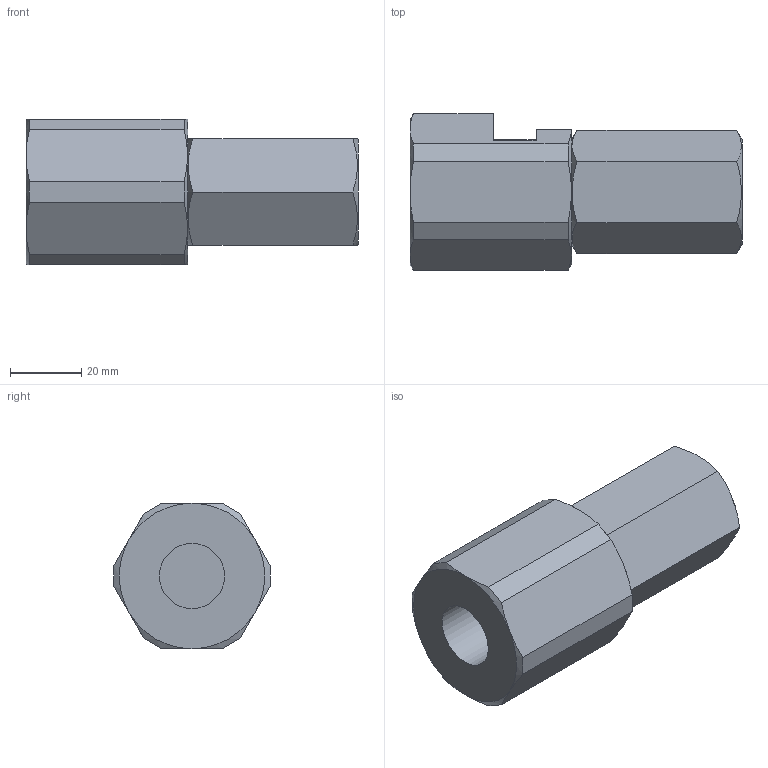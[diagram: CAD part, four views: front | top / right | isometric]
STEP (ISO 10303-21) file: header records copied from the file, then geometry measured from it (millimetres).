
FILE_DESCRIPTION( ( 'STEP AP214' ), '1' );
FILE_NAME( 'K0709.201.stp', '2020-12-09T12:29:46', ( '' ), ( '' ), ' ', 'PARTsolutions', ' ' );
FILE_SCHEMA( ( 'AUTOMOTIVE_DESIGN { 1 0 10303 214 1 1 1 1 }' ) );
Length unit declared in the file: millimetre
Products named in the file (3): K0709.201; _K0709.201_kupplung; _23450-201_klaue
Assembly tree (2 placements, depth 2):
  K0709.201
    _K0709.201_kupplung
    _23450-201_klaue
Bounding box: 93.5 x 44 x 41 mm (x, y, z)
Volume: 80615.6 mm3; surface area: 22211.8 mm2
Topology: 2 solids, 2 shells, 51 faces, 121 edges, 76 vertices
Faces by surface type: plane 30, cone 15, cylinder 6
Full cylindrical faces by diameter (mm): 17.8 x1, 18.376 x2, 29.5 x1
Entity records: 2083 total; most frequent: CARTESIAN_POINT 549, ORIENTED_EDGE 224, DIRECTION 199, EDGE_CURVE 112, AXIS2_PLACEMENT_3D 80, VERTEX_POINT 76, EDGE_LOOP 63, FACE_OUTER_BOUND 55
